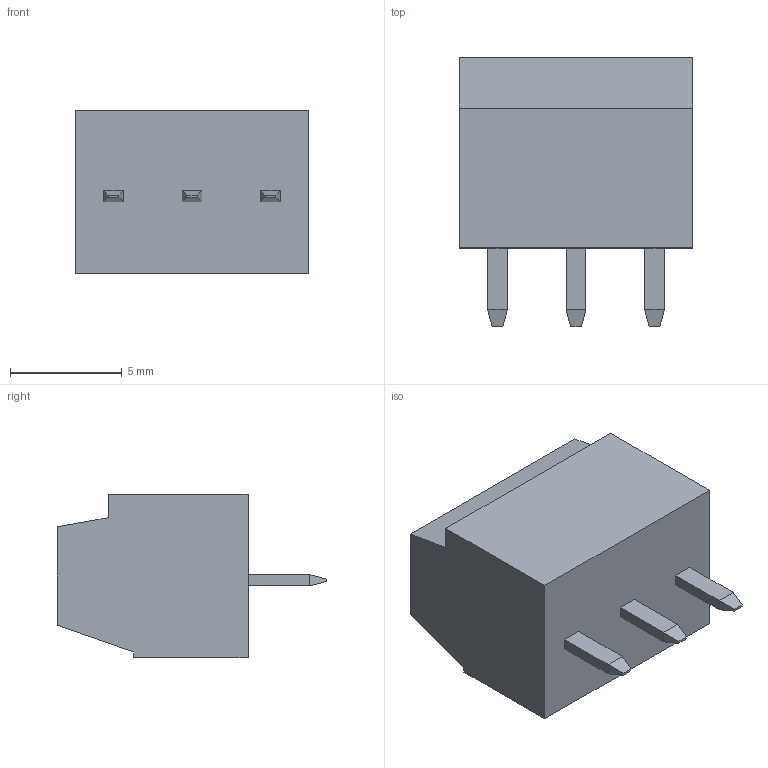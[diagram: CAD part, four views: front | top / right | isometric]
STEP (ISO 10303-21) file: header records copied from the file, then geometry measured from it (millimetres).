
FILE_DESCRIPTION(('STEP AP242'),'1');
FILE_NAME('39357-0003.stp','2020-09-26T00:51:08',('TraceParts'),('TraceParts S.A.'),'Spatial InterOp 3D',' ',' ');
FILE_SCHEMA(('AP242_MANAGED_MODEL_BASED_3D_ENGINEERING_MIM_LF {1 0 10303 442 1 1 4}'));
Length unit declared in the file: millimetre
Products named in the file (1): 39357-0003_1
Bounding box: 10.41 x 12.01 x 7.29 mm (x, y, z)
Volume: 519 mm3; surface area: 590.6 mm2
Topology: 1 solids, 1 shells, 103 faces, 249 edges, 166 vertices
Faces by surface type: plane 79, cylinder 12, cone 12
Entity records: 2965 total; most frequent: DIRECTION 513, CARTESIAN_POINT 502, ORIENTED_EDGE 480, EDGE_CURVE 240, LINE 195, VECTOR 195, AXIS2_PLACEMENT_3D 159, VERTEX_POINT 148
